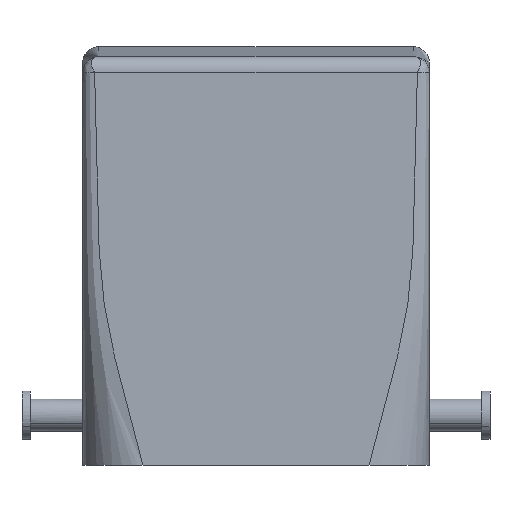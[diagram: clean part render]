
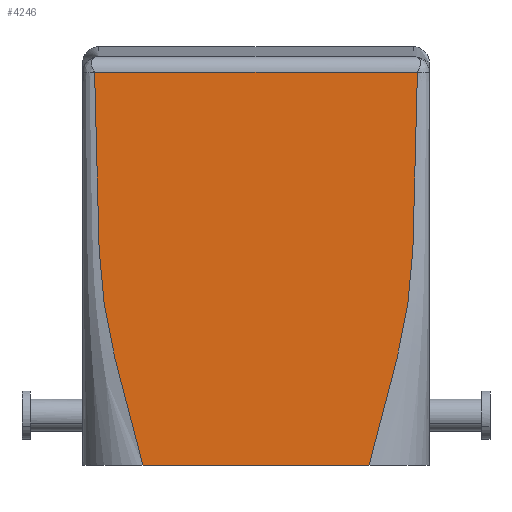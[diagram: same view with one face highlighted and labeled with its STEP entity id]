
A CAD part, front view. The second image highlights one B-rep face of the part: STEP entity #4246.
In plain terms, the highlighted planar face has unit normal (0, -1, 0.013).
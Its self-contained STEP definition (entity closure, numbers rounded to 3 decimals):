
#4236=AXIS2_PLACEMENT_3D('Plane Axis2P3D',#4233,#4234,#4235) ;
#2404=CARTESIAN_POINT('Vertex',(15.,0.,0.)) ;
#2448=CARTESIAN_POINT('Vertex',(43.,0.,0.)) ;
#2451=CARTESIAN_POINT('Line Origine',(29.,0.,0.)) ;
#2922=CARTESIAN_POINT('Control Point',(49.,0.638,48.721)) ;
#2923=CARTESIAN_POINT('Control Point',(49.001,0.638,48.71)) ;
#2924=CARTESIAN_POINT('Control Point',(49.002,0.638,48.699)) ;
#2925=CARTESIAN_POINT('Control Point',(49.002,0.637,48.688)) ;
#2926=CARTESIAN_POINT('Control Point',(49.002,0.637,48.678)) ;
#2927=CARTESIAN_POINT('Control Point',(49.001,0.637,48.667)) ;
#2928=CARTESIAN_POINT('Vertex',(49.001,0.637,48.667)) ;
#2930=CARTESIAN_POINT('Vertex',(49.,0.638,48.721)) ;
#2970=CARTESIAN_POINT('Line Origine',(18.25,0.638,48.721)) ;
#2974=CARTESIAN_POINT('Vertex',(9.,0.638,48.721)) ;
#3353=CARTESIAN_POINT('Control Point',(49.001,0.637,48.667)) ;
#3354=CARTESIAN_POINT('Control Point',(49.001,0.637,48.65)) ;
#3355=CARTESIAN_POINT('Control Point',(49.001,0.637,48.633)) ;
#3356=CARTESIAN_POINT('Control Point',(49.001,0.636,48.616)) ;
#3357=CARTESIAN_POINT('Control Point',(49.,0.635,48.518)) ;
#3358=CARTESIAN_POINT('Control Point',(48.999,0.634,48.419)) ;
#3359=CARTESIAN_POINT('Control Point',(48.998,0.631,48.224)) ;
#3360=CARTESIAN_POINT('Control Point',(48.996,0.629,48.038)) ;
#3361=CARTESIAN_POINT('Control Point',(48.994,0.626,47.852)) ;
#3362=CARTESIAN_POINT('Control Point',(48.993,0.625,47.748)) ;
#3363=CARTESIAN_POINT('Control Point',(48.99,0.621,47.434)) ;
#3364=CARTESIAN_POINT('Control Point',(48.987,0.617,47.121)) ;
#3365=CARTESIAN_POINT('Control Point',(48.984,0.614,46.912)) ;
#3366=CARTESIAN_POINT('Control Point',(48.977,0.606,46.286)) ;
#3367=CARTESIAN_POINT('Control Point',(48.969,0.598,45.66)) ;
#3368=CARTESIAN_POINT('Control Point',(48.964,0.592,45.242)) ;
#3369=CARTESIAN_POINT('Control Point',(48.946,0.576,43.99)) ;
#3370=CARTESIAN_POINT('Control Point',(48.925,0.559,42.738)) ;
#3371=CARTESIAN_POINT('Control Point',(48.909,0.549,41.903)) ;
#3372=CARTESIAN_POINT('Control Point',(48.858,0.516,39.401)) ;
#3373=CARTESIAN_POINT('Control Point',(48.795,0.483,36.9)) ;
#3374=CARTESIAN_POINT('Control Point',(48.749,0.461,35.233)) ;
#3375=CARTESIAN_POINT('Control Point',(48.678,0.429,32.8)) ;
#3376=CARTESIAN_POINT('Control Point',(48.594,0.398,30.369)) ;
#3377=CARTESIAN_POINT('Control Point',(48.566,0.388,29.603)) ;
#3378=CARTESIAN_POINT('Control Point',(48.505,0.367,28.071)) ;
#3379=CARTESIAN_POINT('Control Point',(48.433,0.347,26.538)) ;
#3380=CARTESIAN_POINT('Control Point',(48.392,0.337,25.781)) ;
#3381=CARTESIAN_POINT('Control Point',(48.25,0.309,23.641)) ;
#3382=CARTESIAN_POINT('Control Point',(48.03,0.282,21.505)) ;
#3383=CARTESIAN_POINT('Control Point',(47.848,0.264,20.136)) ;
#3384=CARTESIAN_POINT('Control Point',(47.405,0.228,17.406)) ;
#3385=CARTESIAN_POINT('Control Point',(46.824,0.192,14.694)) ;
#3386=CARTESIAN_POINT('Control Point',(46.505,0.175,13.342)) ;
#3387=CARTESIAN_POINT('Control Point',(45.629,0.129,9.86)) ;
#3388=CARTESIAN_POINT('Control Point',(44.674,0.084,6.393)) ;
#3389=CARTESIAN_POINT('Control Point',(44.09,0.056,4.266)) ;
#3390=CARTESIAN_POINT('Control Point',(43.536,0.028,2.134)) ;
#3391=CARTESIAN_POINT('Control Point',(43.,0.,0.)) ;
#4027=CARTESIAN_POINT('Control Point',(8.999,0.637,48.667)) ;
#4028=CARTESIAN_POINT('Control Point',(8.999,0.637,48.65)) ;
#4029=CARTESIAN_POINT('Control Point',(8.999,0.637,48.633)) ;
#4030=CARTESIAN_POINT('Control Point',(8.999,0.636,48.616)) ;
#4031=CARTESIAN_POINT('Control Point',(9.,0.635,48.518)) ;
#4032=CARTESIAN_POINT('Control Point',(9.001,0.634,48.419)) ;
#4033=CARTESIAN_POINT('Control Point',(9.002,0.631,48.224)) ;
#4034=CARTESIAN_POINT('Control Point',(9.004,0.629,48.038)) ;
#4035=CARTESIAN_POINT('Control Point',(9.006,0.626,47.852)) ;
#4036=CARTESIAN_POINT('Control Point',(9.007,0.625,47.748)) ;
#4037=CARTESIAN_POINT('Control Point',(9.01,0.621,47.434)) ;
#4038=CARTESIAN_POINT('Control Point',(9.013,0.617,47.121)) ;
#4039=CARTESIAN_POINT('Control Point',(9.016,0.614,46.912)) ;
#4040=CARTESIAN_POINT('Control Point',(9.023,0.606,46.286)) ;
#4041=CARTESIAN_POINT('Control Point',(9.031,0.598,45.66)) ;
#4042=CARTESIAN_POINT('Control Point',(9.036,0.592,45.242)) ;
#4043=CARTESIAN_POINT('Control Point',(9.054,0.576,43.99)) ;
#4044=CARTESIAN_POINT('Control Point',(9.075,0.559,42.738)) ;
#4045=CARTESIAN_POINT('Control Point',(9.091,0.549,41.903)) ;
#4046=CARTESIAN_POINT('Control Point',(9.142,0.516,39.401)) ;
#4047=CARTESIAN_POINT('Control Point',(9.205,0.483,36.9)) ;
#4048=CARTESIAN_POINT('Control Point',(9.251,0.461,35.233)) ;
#4049=CARTESIAN_POINT('Control Point',(9.322,0.429,32.8)) ;
#4050=CARTESIAN_POINT('Control Point',(9.406,0.398,30.369)) ;
#4051=CARTESIAN_POINT('Control Point',(9.434,0.388,29.603)) ;
#4052=CARTESIAN_POINT('Control Point',(9.495,0.367,28.071)) ;
#4053=CARTESIAN_POINT('Control Point',(9.567,0.347,26.538)) ;
#4054=CARTESIAN_POINT('Control Point',(9.608,0.337,25.781)) ;
#4055=CARTESIAN_POINT('Control Point',(9.75,0.309,23.641)) ;
#4056=CARTESIAN_POINT('Control Point',(9.97,0.282,21.505)) ;
#4057=CARTESIAN_POINT('Control Point',(10.152,0.264,20.136)) ;
#4058=CARTESIAN_POINT('Control Point',(10.595,0.228,17.406)) ;
#4059=CARTESIAN_POINT('Control Point',(11.176,0.192,14.694)) ;
#4060=CARTESIAN_POINT('Control Point',(11.495,0.175,13.342)) ;
#4061=CARTESIAN_POINT('Control Point',(12.371,0.129,9.86)) ;
#4062=CARTESIAN_POINT('Control Point',(13.326,0.084,6.393)) ;
#4063=CARTESIAN_POINT('Control Point',(13.91,0.056,4.266)) ;
#4064=CARTESIAN_POINT('Control Point',(14.464,0.028,2.134)) ;
#4065=CARTESIAN_POINT('Control Point',(15.,0.,0.)) ;
#4066=CARTESIAN_POINT('Vertex',(8.999,0.637,48.667)) ;
#4219=CARTESIAN_POINT('Control Point',(9.,0.638,48.721)) ;
#4220=CARTESIAN_POINT('Control Point',(8.999,0.638,48.71)) ;
#4221=CARTESIAN_POINT('Control Point',(8.998,0.638,48.699)) ;
#4222=CARTESIAN_POINT('Control Point',(8.998,0.637,48.688)) ;
#4223=CARTESIAN_POINT('Control Point',(8.998,0.637,48.678)) ;
#4224=CARTESIAN_POINT('Control Point',(8.999,0.637,48.667)) ;
#4233=CARTESIAN_POINT('Axis2P3D Location',(29.,1.046,79.915)) ;
#2452=DIRECTION('Vector Direction',(-1.,0.,0.)) ;
#2971=DIRECTION('Vector Direction',(1.,0.,0.)) ;
#4234=DIRECTION('Axis2P3D Direction',(0.,-1.,0.013)) ;
#4235=DIRECTION('Axis2P3D XDirection',(-1.,0.,0.)) ;
#2453=VECTOR('Line Direction',#2452,1.) ;
#2972=VECTOR('Line Direction',#2971,1.) ;
#4239=ORIENTED_EDGE('',*,*,#2455,.T.) ;
#4240=ORIENTED_EDGE('',*,*,#3392,.T.) ;
#4241=ORIENTED_EDGE('',*,*,#2932,.T.) ;
#4242=ORIENTED_EDGE('',*,*,#2976,.F.) ;
#4243=ORIENTED_EDGE('',*,*,#4225,.F.) ;
#4244=ORIENTED_EDGE('',*,*,#4068,.F.) ;
#4246=ADVANCED_FACE('Housing',(#4245),#4237,.T.) ;
#2921=B_SPLINE_CURVE_WITH_KNOTS('',5,(#2922,#2923,#2924,#2925,#2926,#2927),.UNSPECIFIED.,.F.,.U.,(6,6),(122.51,122.656),.UNSPECIFIED.) ;
#3352=B_SPLINE_CURVE_WITH_KNOTS('',5,(#3353,#3354,#3355,#3356,#3357,#3358,#3359,#3360,#3361,#3362,#3363,#3364,#3365,#3366,#3367,#3368,#3369,#3370,#3371,#3372,#3373,#3374,#3375,#3376,#3377,#3378,#3379,#3380,#3381,#3382,#3383,#3384,#3385,#3386,#3387,#3388,#3389,#3390,#3391),.UNSPECIFIED.,.F.,.U.,(6,3,3,3,3,3,3,3,3,3,3,3,6),(5.137,5.221,5.629,6.151,7.194,9.28,13.453,21.791,25.623,29.465,36.352,43.24,54.164),.UNSPECIFIED.) ;
#4026=B_SPLINE_CURVE_WITH_KNOTS('',5,(#4027,#4028,#4029,#4030,#4031,#4032,#4033,#4034,#4035,#4036,#4037,#4038,#4039,#4040,#4041,#4042,#4043,#4044,#4045,#4046,#4047,#4048,#4049,#4050,#4051,#4052,#4053,#4054,#4055,#4056,#4057,#4058,#4059,#4060,#4061,#4062,#4063,#4064,#4065),.UNSPECIFIED.,.F.,.U.,(6,3,3,3,3,3,3,3,3,3,3,3,6),(5.137,5.221,5.629,6.151,7.194,9.28,13.453,21.791,25.623,29.465,36.352,43.24,54.164),.UNSPECIFIED.) ;
#4218=B_SPLINE_CURVE_WITH_KNOTS('',5,(#4219,#4220,#4221,#4222,#4223,#4224),.UNSPECIFIED.,.F.,.U.,(6,6),(122.51,122.656),.UNSPECIFIED.) ;
#2455=EDGE_CURVE('',#2405,#2449,#2454,.F.) ;
#2932=EDGE_CURVE('',#2929,#2931,#2921,.F.) ;
#2976=EDGE_CURVE('',#2975,#2931,#2973,.T.) ;
#3392=EDGE_CURVE('',#2449,#2929,#3352,.F.) ;
#4068=EDGE_CURVE('',#2405,#4067,#4026,.F.) ;
#4225=EDGE_CURVE('',#4067,#2975,#4218,.F.) ;
#4238=EDGE_LOOP('',(#4239,#4240,#4241,#4242,#4243,#4244)) ;
#4245=FACE_OUTER_BOUND('',#4238,.T.) ;
#2454=LINE('Line',#2451,#2453) ;
#2973=LINE('Line',#2970,#2972) ;
#4237=PLANE('',#4236) ;
#2405=VERTEX_POINT('',#2404) ;
#2449=VERTEX_POINT('',#2448) ;
#2929=VERTEX_POINT('',#2928) ;
#2931=VERTEX_POINT('',#2930) ;
#2975=VERTEX_POINT('',#2974) ;
#4067=VERTEX_POINT('',#4066) ;
